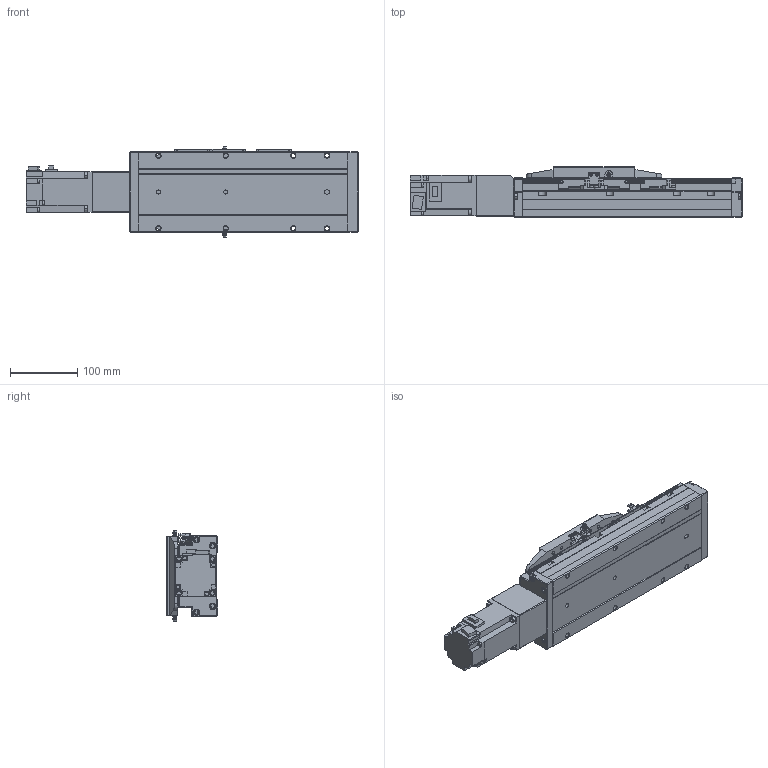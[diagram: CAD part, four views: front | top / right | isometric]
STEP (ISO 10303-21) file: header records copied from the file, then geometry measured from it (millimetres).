
FILE_DESCRIPTION (( 'STEP AP214' ), '1' );
FILE_NAME ('MTU120BC-16XLD-0100-XXXX.STEP', '2025-02-27T13:24:58', ( '' ), ( '' ), 'SwSTEP 2.0', 'SolidWorks 2022', '' );
FILE_SCHEMA (( 'AUTOMOTIVE_DESIGN' ));
Length unit declared in the file: millimetre
Products named in the file (11): MLU120-100-3; MLU120-100CARRIAGE; MLU120-100-2; MLU120-100SENSOR; FANG STICKER; MLU120-100-4; MTU120BC-16XLD-0100-XXXX; MLU120-100-1; MLU120-100FANGTOOTH; MLU120-100MOTOR; MLU120-100SENSORPLATE
Assembly tree (14 placements, depth 2):
  MTU120BC-16XLD-0100-XXXX
    MLU120-100-1
    MLU120-100-2
    MLU120-100-3
    MLU120-100MOTOR
    MLU120-100CARRIAGE
    MLU120-100-4
    MLU120-100SENSORPLATE  x3
    MLU120-100SENSOR  x3
    MLU120-100FANGTOOTH
    FANG STICKER
Bounding box: 492.3 x 76 x 133.6 mm (x, y, z)
Volume: 2894464.1 mm3; surface area: 308607.1 mm2
Topology: 14 solids, 15 shells, 1604 faces, 4147 edges, 2697 vertices
Faces by surface type: plane 1047, cylinder 417, cone 86, torus 50, sphere 4
Entity records: 41194 total; most frequent: CARTESIAN_POINT 7505, DIRECTION 6923, ORIENTED_EDGE 6842, EDGE_CURVE 3421, LINE 2573, VECTOR 2573, VERTEX_POINT 2225, AXIS2_PLACEMENT_3D 2175
